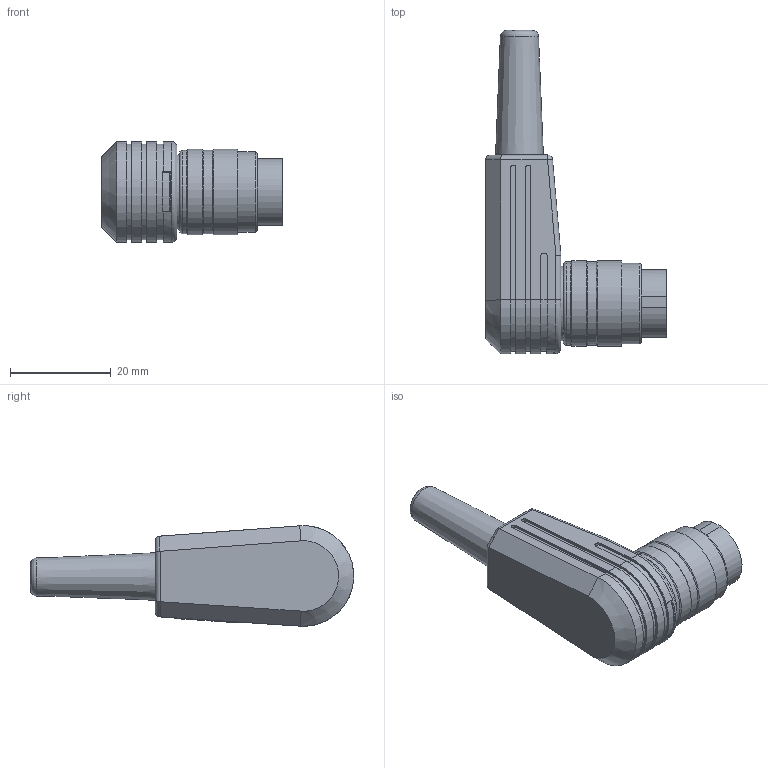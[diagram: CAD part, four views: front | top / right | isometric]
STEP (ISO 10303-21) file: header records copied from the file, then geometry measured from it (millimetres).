
FILE_DESCRIPTION(/* description */ (''),/* implementation_level */ '2;1');
FILE_NAME(/* name */ 't 3356 005 unxc001-01.stp',/* time_stamp */ '2019-07-08T16:12:13+02:00',/* author */ (''),/* organization */ (''),/* preprocessor_version */ 'ST-DEVELOPER v16.7',/* originating_system */ 'SIEMENS PLM Software NX 12.0',/* authorisation */ '');
FILE_SCHEMA (('AUTOMOTIVE_DESIGN { 1 0 10303 214 3 1 1 1 }'));
Length unit declared in the file: millimetre
Products named in the file (1): t 3356 005 unxc001-01
Bounding box: 36 x 64.28 x 19.95 mm (x, y, z)
Volume: 14075.7 mm3; surface area: 6325.8 mm2
Topology: 1 solids, 1 shells, 293 faces, 749 edges, 490 vertices
Faces by surface type: plane 179, cylinder 69, cone 20, bspline 17, extrusion 8
Full cylindrical faces by diameter (mm): 1.475 x5, 1.5 x5, 1.82 x5, 3 x1, 5 x1, 14.9 x1, 15.5 x1, 16 x1, 16.6 x2, 17 x2
Entity records: 8841 total; most frequent: CARTESIAN_POINT 1982, DIRECTION 1350, ORIENTED_EDGE 1306, EDGE_CURVE 653, AXIS2_PLACEMENT_3D 453, VERTEX_POINT 452, VECTOR 444, LINE 436
